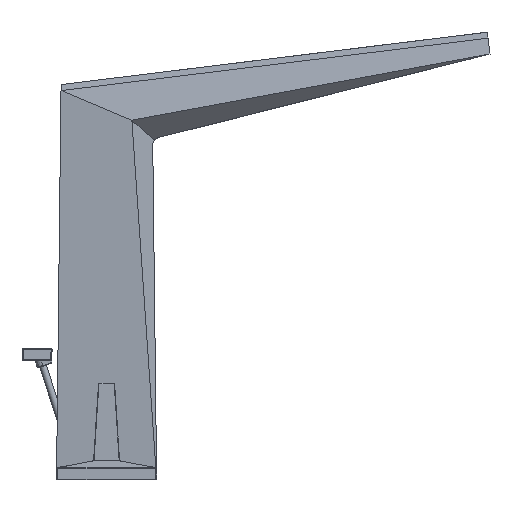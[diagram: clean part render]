
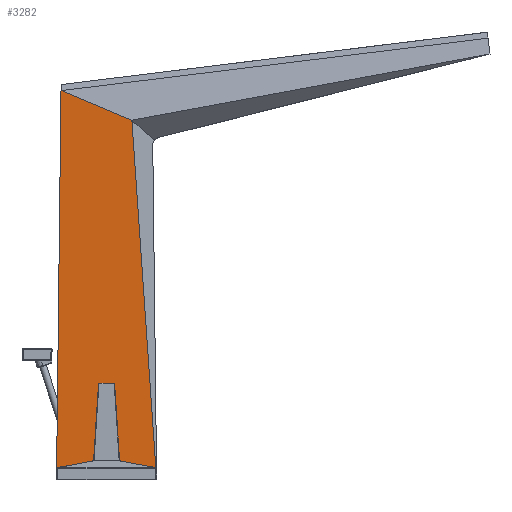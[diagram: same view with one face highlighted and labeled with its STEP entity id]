
A CAD part, front view. The second image highlights one B-rep face of the part: STEP entity #3282.
In plain terms, the highlighted planar face has unit normal (-0.096, -0.995, 0.002).
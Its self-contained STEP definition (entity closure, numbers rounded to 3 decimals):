
#1122=ORIENTED_EDGE('',*,*,#1735,.T.);
#1123=ORIENTED_EDGE('',*,*,#1737,.T.);
#1124=ORIENTED_EDGE('',*,*,#1738,.T.);
#1125=ORIENTED_EDGE('',*,*,#1726,.T.);
#1726=EDGE_CURVE('',#2138,#2140,#2395,.T.);
#1735=EDGE_CURVE('',#2140,#2143,#2404,.T.);
#1737=EDGE_CURVE('',#2143,#2144,#2406,.T.);
#1738=EDGE_CURVE('',#2144,#2138,#2407,.T.);
#2138=VERTEX_POINT('',#6427);
#2140=VERTEX_POINT('',#6431);
#2143=VERTEX_POINT('',#6447);
#2144=VERTEX_POINT('',#6452);
#2395=LINE('',#6432,#2655);
#2404=LINE('',#6448,#2664);
#2406=LINE('',#6451,#2666);
#2407=LINE('',#6453,#2667);
#2655=VECTOR('',#4865,1000.);
#2664=VECTOR('',#4882,1000.);
#2666=VECTOR('',#4886,1000.);
#2667=VECTOR('',#4887,1000.);
#2856=EDGE_LOOP('',(#1122,#1123,#1124,#1125));
#3036=FACE_BOUND('',#2856,.T.);
#3133=PLANE('',#4084);
#3282=ADVANCED_FACE('',(#3036),#3133,.T.);
#4084=AXIS2_PLACEMENT_3D('',#6450,#4884,#4885);
#4865=DIRECTION('',(-0.919,0.089,0.385));
#4882=DIRECTION('',(-0.012,-0.001,-1.));
#4884=DIRECTION('',(-0.095,-0.995,0.002));
#4885=DIRECTION('',(-0.069,0.009,0.998));
#4886=DIRECTION('',(0.995,-0.095,0.));
#4887=DIRECTION('',(-0.069,0.009,0.998));
#6427=CARTESIAN_POINT('',(12.63,-23.397,179.55));
#6431=CARTESIAN_POINT('',(-22.751,-19.968,194.366));
#6432=CARTESIAN_POINT('',(12.63,-23.397,179.55));
#6447=CARTESIAN_POINT('',(-25.,-20.203,0.));
#6448=CARTESIAN_POINT('',(-22.751,-19.968,194.366));
#6450=CARTESIAN_POINT('',(25.,-25.,0.));
#6451=CARTESIAN_POINT('',(-25.,-20.203,0.));
#6452=CARTESIAN_POINT('',(25.,-25.,0.));
#6453=CARTESIAN_POINT('',(25.,-25.,0.));
